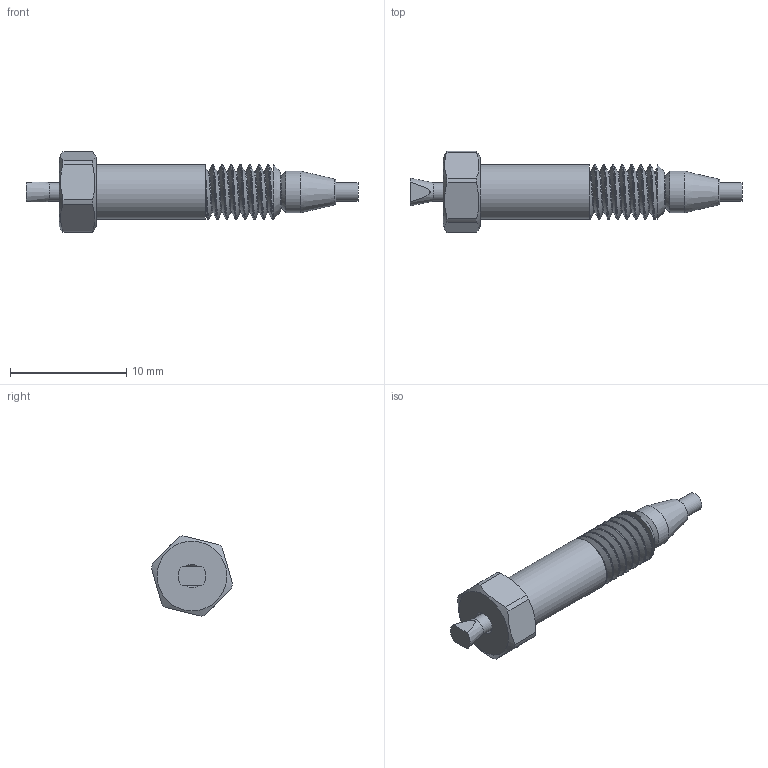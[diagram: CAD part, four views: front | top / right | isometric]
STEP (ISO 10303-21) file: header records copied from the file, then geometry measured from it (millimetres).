
FILE_DESCRIPTION((''),'2;1');
FILE_NAME('305074-LZP1 Plug 1-16.stp','2013-08-22T11:44:17',('Franzp'),(''),'Autodesk Inventor 2013','Autodesk Inventor 2013','');
FILE_SCHEMA(('AUTOMOTIVE_DESIGN { 1 0 10303 214 1 1 1 1 }'));
Length unit declared in the file: millimetre
Products named in the file (4): 305074; 311901; 310102; 313118
Assembly tree (3 placements, depth 2):
  305074
    311901
    310102
    313118
Bounding box: 28.57 x 6.98 x 6.93 mm (x, y, z)
Volume: 399.4 mm3; surface area: 891.1 mm2
Topology: 4 solids, 4 shells, 48 faces, 108 edges, 71 vertices
Faces by surface type: plane 19, cylinder 14, cone 8, bspline 6, torus 1
Full cylindrical faces by diameter (mm): 1.588 x1, 1.651 x1, 1.71 x1, 3.523 x2, 3.6 x1, 4.7 x1
Entity records: 4118 total; most frequent: CARTESIAN_POINT 3083, DIRECTION 190, ORIENTED_EDGE 172, AXIS2_PLACEMENT_3D 88, EDGE_CURVE 86, EDGE_LOOP 73, VERTEX_POINT 65, FACE_OUTER_BOUND 48
